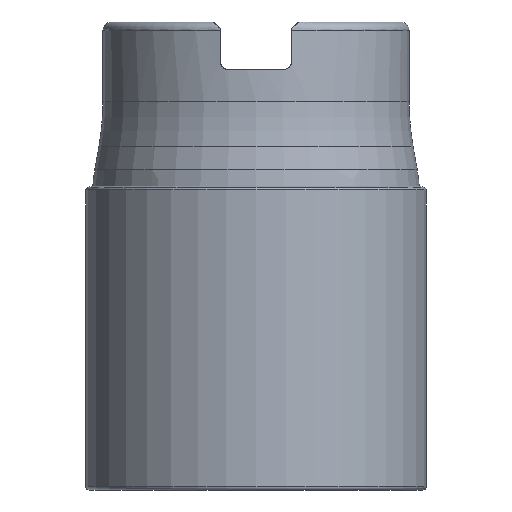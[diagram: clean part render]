
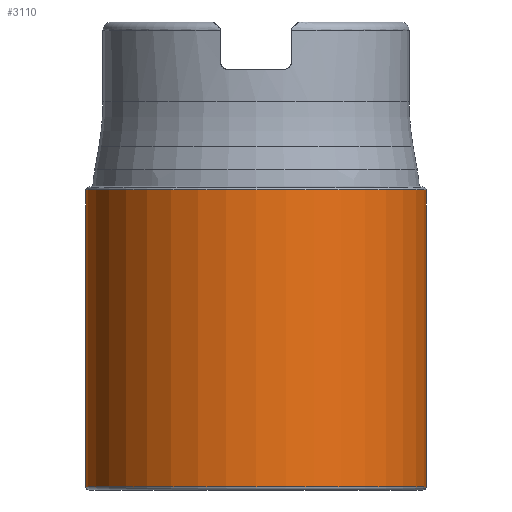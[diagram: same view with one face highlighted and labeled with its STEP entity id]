
A CAD part, left-side view. The second image highlights one B-rep face of the part: STEP entity #3110.
In plain terms, the highlighted cylindrical face has radius 20 mm (diameter 40 mm), a partial arc.
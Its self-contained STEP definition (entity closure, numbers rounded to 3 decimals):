
#2635=DIRECTION('',(0.,0.,1.));
#2636=VECTOR('',#2635,34.86);
#2637=CARTESIAN_POINT('',(0.,20.,19.74));
#2638=LINE('',#2637,#2636);
#2642=DIRECTION('',(0.,0.,1.));
#2643=VECTOR('',#2642,34.86);
#2644=CARTESIAN_POINT('',(0.,-20.,19.74));
#2645=LINE('',#2644,#2643);
#2657=CARTESIAN_POINT('',(0.,0.,19.74));
#2658=DIRECTION('',(0.,0.,-1.));
#2659=DIRECTION('',(0.,1.,0.));
#2660=AXIS2_PLACEMENT_3D('',#2657,#2658,#2659);
#2665=CARTESIAN_POINT('',(0.,0.,54.6));
#2666=DIRECTION('',(0.,0.,-1.));
#2667=DIRECTION('',(0.,1.,0.));
#2668=AXIS2_PLACEMENT_3D('',#2665,#2666,#2667);
#2719=CARTESIAN_POINT('',(0.,20.,19.74));
#2720=VERTEX_POINT('',#2719);
#2721=CARTESIAN_POINT('',(0.,20.,54.6));
#2722=VERTEX_POINT('',#2721);
#2745=CARTESIAN_POINT('',(0.,-20.,19.74));
#2746=VERTEX_POINT('',#2745);
#2747=CARTESIAN_POINT('',(0.,-20.,54.6));
#2748=VERTEX_POINT('',#2747);
#3098=CARTESIAN_POINT('',(0.,0.,57.75));
#3099=DIRECTION('',(0.,0.,-1.));
#3100=DIRECTION('',(0.,-1.,0.));
#3101=AXIS2_PLACEMENT_3D('',#3098,#3099,#3100);
#3102=CYLINDRICAL_SURFACE('',#3101,20.);
#3103=ORIENTED_EDGE('',*,*,#3088,.F.);
#3104=ORIENTED_EDGE('',*,*,#3065,.T.);
#3105=ORIENTED_EDGE('',*,*,#3092,.T.);
#3107=ORIENTED_EDGE('',*,*,#3106,.F.);
#3108=EDGE_LOOP('',(#3103,#3104,#3105,#3107));
#3109=FACE_OUTER_BOUND('',#3108,.F.);
#3110=ADVANCED_FACE('',(#3109),#3102,.T.);
#2661=CIRCLE('',#2660,20.);
#2669=CIRCLE('',#2668,20.);
#3065=EDGE_CURVE('',#2720,#2746,#2661,.T.);
#3088=EDGE_CURVE('',#2720,#2722,#2638,.T.);
#3092=EDGE_CURVE('',#2746,#2748,#2645,.T.);
#3106=EDGE_CURVE('',#2722,#2748,#2669,.T.);
